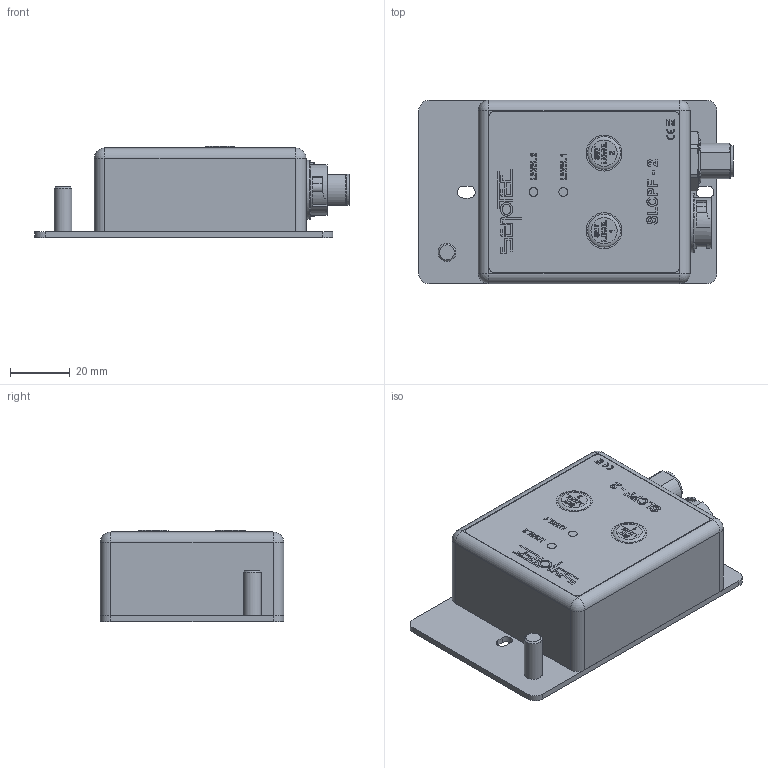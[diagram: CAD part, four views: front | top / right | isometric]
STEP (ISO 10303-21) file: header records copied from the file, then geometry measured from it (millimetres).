
FILE_DESCRIPTION(/* description */ (''),/* implementation_level */ '2;1');
FILE_NAME(/* name */ '60 002 00_SLCPF-2_PNP-NO_Schaltverstärker_Shrinkwrap_2.stp',/* time_stamp */ '2023-08-15T12:31:22+02:00',/* author */ ('kuttig'),/* organization */ (''),/* preprocessor_version */ 'ST-DEVELOPER v16.13',/* originating_system */ 'Autodesk Inventor 2018',/* authorisation */ '');
FILE_SCHEMA (('AUTOMOTIVE_DESIGN { 1 0 10303 214 3 1 1 }'));
Length unit declared in the file: millimetre
Products named in the file (1): 60 002 00_SLCPF-2_PNP-NO_Schaltverstärker_Shrinkwrap_2
Bounding box: 105.5 x 61.5 x 30.52 mm (x, y, z)
Volume: 21109.5 mm3; surface area: 47738.2 mm2
Topology: 7 solids, 8 shells, 1161 faces, 3118 edges, 2047 vertices
Faces by surface type: plane 727, cylinder 196, bspline 143, cone 53, torus 30, sphere 12
Full cylindrical faces by diameter (mm): 0.77 x4, 0.97 x4, 1 x4, 1.05 x4, 1.6 x3, 1.8 x3, 2.25 x1, 2.4 x3, 2.98 x2, 3 x3, 6 x1, 7.7 x1, 8.3 x1, 10.4 x1, 11 x1, 12 x2, 13 x1, 14 x1, 15 x1, 16.5 x1, 16.95 x1, 18 x1, 18.5 x1, 19.9 x1
Entity records: 39196 total; most frequent: CARTESIAN_POINT 10115, ORIENTED_EDGE 5962, DIRECTION 5279, EDGE_CURVE 2981, VERTEX_POINT 1998, LINE 1963, VECTOR 1963, AXIS2_PLACEMENT_3D 1658
